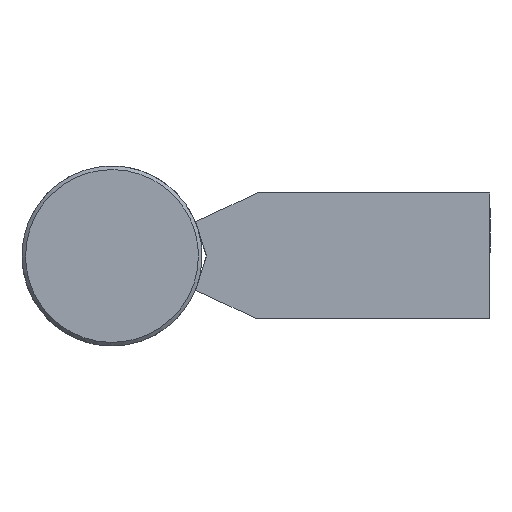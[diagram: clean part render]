
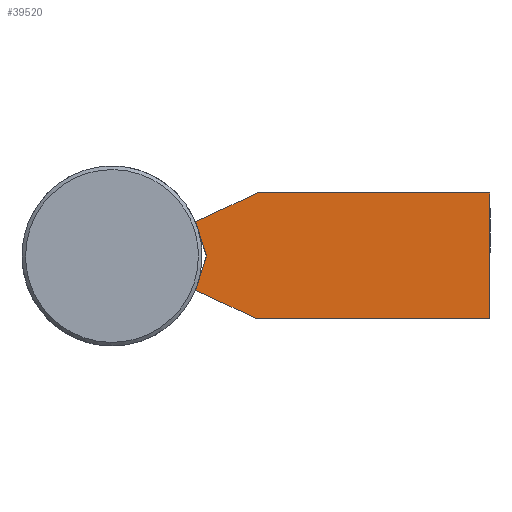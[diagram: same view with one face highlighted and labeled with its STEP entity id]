
A CAD part, left-side view. The second image highlights one B-rep face of the part: STEP entity #39520.
In plain terms, the highlighted free-form (B-spline) face has degree [1, 1] with [2, 2] control points.
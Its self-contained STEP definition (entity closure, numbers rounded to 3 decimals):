
#2680 = CARTESIAN_POINT ('', (0., 78.797, 0.));
#2690 = VERTEX_POINT ('', #2680);
#2750 = CARTESIAN_POINT ('', (0., 81.793, 9.5));
#2760 = VERTEX_POINT ('', #2750);
#2770 = CARTESIAN_POINT ('', (0., 81.793, 9.5));
#2780 = CARTESIAN_POINT ('', (0., 80.794, 6.333));
#2790 = CARTESIAN_POINT ('', (0., 79.796, 3.167));
#2800 = CARTESIAN_POINT ('', (0., 78.797, 0.));
#2810 = B_SPLINE_CURVE_WITH_KNOTS ('', 3, (#2770, #2780, #2790, #2800), .UNSPECIFIED., .F., .U., (4, 4), (0., 1.), .UNSPECIFIED.);
#2820 = EDGE_CURVE ('', #2760, #2690, #2810, .T.);
#5200 = CARTESIAN_POINT ('', (0., 81.793, -9.5));
#5210 = VERTEX_POINT ('', #5200);
#5270 = CARTESIAN_POINT ('', (0., 81.793, -9.5));
#5280 = CARTESIAN_POINT ('', (0., 78.797, 0.));
#5290 = B_SPLINE_CURVE_WITH_KNOTS ('', 1, (#5270, #5280), .UNSPECIFIED., .F., .U., (2, 2), (0., 1.), .UNSPECIFIED.);
#5300 = EDGE_CURVE ('', #5210, #2690, #5290, .T.);
#11500 = CARTESIAN_POINT ('', (0., 0., 17.5));
#11510 = VERTEX_POINT ('', #11500);
#11520 = CARTESIAN_POINT ('', (0., 0., -17.5));
#11530 = VERTEX_POINT ('', #11520);
#11540 = CARTESIAN_POINT ('', (0., 0., 17.5));
#11550 = CARTESIAN_POINT ('', (0., 0., -17.5));
#11560 = B_SPLINE_CURVE_WITH_KNOTS ('', 1, (#11540, #11550), .UNSPECIFIED., .F., .U., (2, 2), (0., 1.), .UNSPECIFIED.);
#11570 = EDGE_CURVE ('', #11510, #11530, #11560, .T.);
#20010 = CARTESIAN_POINT ('', (0., 64.637, -17.5));
#20020 = VERTEX_POINT ('', #20010);
#20030 = CARTESIAN_POINT ('', (0., 64.637, -17.5));
#20040 = CARTESIAN_POINT ('', (0., 0., -17.5));
#20050 = B_SPLINE_CURVE_WITH_KNOTS ('', 1, (#20030, #20040), .UNSPECIFIED., .F., .U., (2, 2), (0., 1.), .UNSPECIFIED.);
#20060 = EDGE_CURVE ('', #20020, #11530, #20050, .T.);
#24350 = CARTESIAN_POINT ('', (0., 64.637, 17.5));
#24360 = VERTEX_POINT ('', #24350);
#24370 = CARTESIAN_POINT ('', (0., 0., 17.5));
#24380 = CARTESIAN_POINT ('', (0., 64.637, 17.5));
#24390 = B_SPLINE_CURVE_WITH_KNOTS ('', 1, (#24370, #24380), .UNSPECIFIED., .F., .U., (2, 2), (0., 1.), .UNSPECIFIED.);
#24400 = EDGE_CURVE ('', #11510, #24360, #24390, .T.);
#39180 = CARTESIAN_POINT ('', (0., 81.793, 9.5));
#39190 = CARTESIAN_POINT ('', (0., 64.637, 17.5));
#39200 = B_SPLINE_CURVE_WITH_KNOTS ('', 1, (#39180, #39190), .UNSPECIFIED., .F., .U., (2, 2), (0., 1.), .UNSPECIFIED.);
#39210 = EDGE_CURVE ('', #2760, #24360, #39200, .T.);
#39340 = CARTESIAN_POINT ('', (0., 64.637, -17.5));
#39350 = CARTESIAN_POINT ('', (0., 81.793, -9.5));
#39360 = B_SPLINE_CURVE_WITH_KNOTS ('', 1, (#39340, #39350), .UNSPECIFIED., .F., .U., (2, 2), (0., 1.), .UNSPECIFIED.);
#39370 = EDGE_CURVE ('', #20020, #5210, #39360, .T.);
#39380 = ORIENTED_EDGE ('', *, *, #39370, .F.);
#39390 = ORIENTED_EDGE ('', *, *, #20060, .T.);
#39400 = ORIENTED_EDGE ('', *, *, #11570, .F.);
#39410 = ORIENTED_EDGE ('', *, *, #24400, .T.);
#39420 = ORIENTED_EDGE ('', *, *, #39210, .F.);
#39430 = ORIENTED_EDGE ('', *, *, #2820, .T.);
#39440 = ORIENTED_EDGE ('', *, *, #5300, .F.);
#39450 = EDGE_LOOP ('', (#39380, #39390, #39400, #39410, #39420, #39430, #39440));
#39460 = FACE_OUTER_BOUND ('', #39450, .T.);
#39470 = CARTESIAN_POINT ('', (0., 0., -17.5));
#39480 = CARTESIAN_POINT ('', (0., 82.283, -17.5));
#39490 = CARTESIAN_POINT ('', (0., 0., 17.5));
#39500 = CARTESIAN_POINT ('', (0., 82.283, 17.5));
#39510 = B_SPLINE_SURFACE_WITH_KNOTS ('', 1, 1, ((#39470, #39480), (#39490, #39500)), .UNSPECIFIED., .F., .F., .U., (2, 2), (2, 2), (0., 1.), (0., 1.), .UNSPECIFIED.);
#39520 = ADVANCED_FACE ('', (#39460), #39510, .T.);
